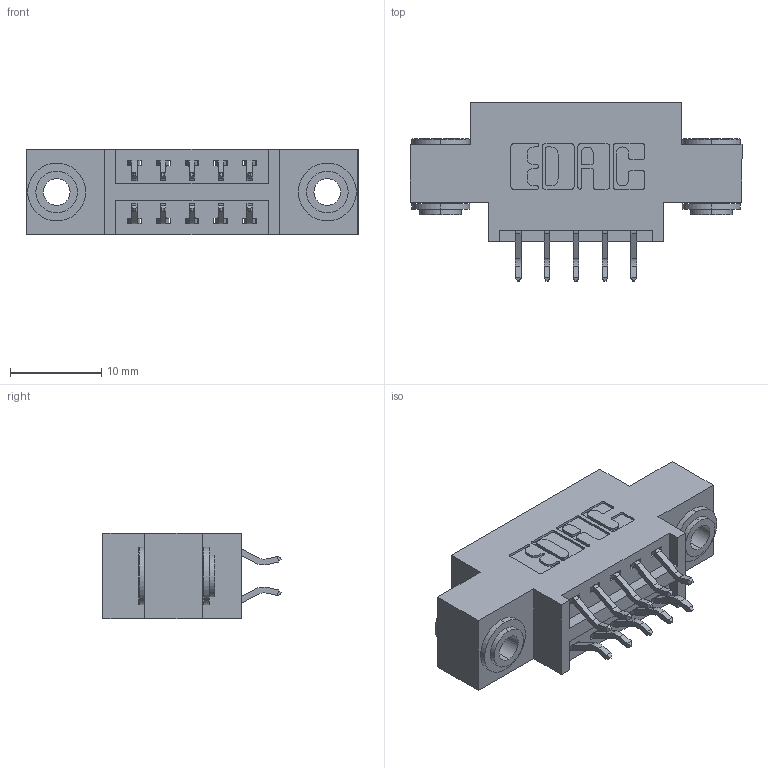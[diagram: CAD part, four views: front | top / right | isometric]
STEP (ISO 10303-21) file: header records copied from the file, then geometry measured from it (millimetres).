
FILE_DESCRIPTION (( 'STEP AP203' ), '1' );
FILE_NAME ('346-010-556-803.STEP', '2022-05-17T18:03:48', ( '' ), ( '' ), 'SwSTEP 2.0', 'SolidWorks 2020', '' );
FILE_SCHEMA (( 'CONFIG_CONTROL_DESIGN' ));
Length unit declared in the file: inch
Products named in the file (4): 346-010-556-803; 345-292-001_556 Tail; 346 Part_0.170 Offset - 0.156 Dia-TH; 345-250-002_345-250-002-102
Assembly tree (13 placements, depth 2):
  346-010-556-803
    346 Part_0.170 Offset - 0.156 Dia-TH
    345-292-001_556 Tail  x10
    345-250-002_345-250-002-102  x2
Bounding box: 36.45 x 19.57 x 9.4 mm (x, y, z)
Volume: 3113.2 mm3; surface area: 4116.7 mm2
Topology: 13 solids, 13 shells, 758 faces, 2183 edges, 1438 vertices
Faces by surface type: plane 494, cylinder 256, cone 8
Entity records: 9662 total; most frequent: CARTESIAN_POINT 1641, ORIENTED_EDGE 1554, DIRECTION 1515, EDGE_CURVE 777, VECTOR 593, LINE 593, VERTEX_POINT 514, AXIS2_PLACEMENT_3D 461
